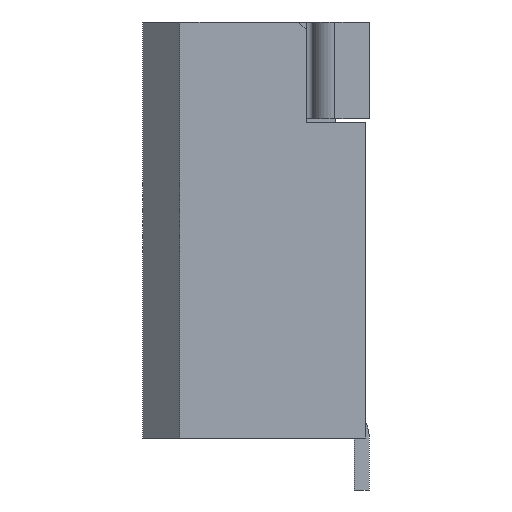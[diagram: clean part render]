
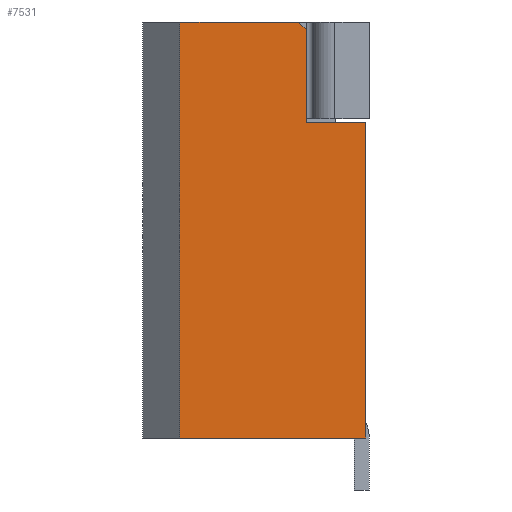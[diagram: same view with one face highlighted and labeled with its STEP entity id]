
A CAD part, left-side view. The second image highlights one B-rep face of the part: STEP entity #7531.
In plain terms, the highlighted planar face has unit normal (-1, 0, 0).
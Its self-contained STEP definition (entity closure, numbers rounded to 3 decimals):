
#605=FACE_OUTER_BOUND('',#992,.T.);
#992=EDGE_LOOP('',(#5184,#5185,#5186,#5187,#5188,#5189,#5190));
#1387=LINE('',#10441,#2326);
#1449=LINE('',#10580,#2388);
#1469=LINE('',#10618,#2408);
#1470=LINE('',#10621,#2409);
#1471=LINE('',#10623,#2410);
#1472=LINE('',#10624,#2411);
#1473=LINE('',#10625,#2412);
#2326=VECTOR('',#8446,1.6);
#2388=VECTOR('',#8550,0.8);
#2408=VECTOR('',#8584,5.6);
#2409=VECTOR('',#8587,0.141);
#2410=VECTOR('',#8588,2.5);
#2411=VECTOR('',#8589,4.25);
#2412=VECTOR('',#8590,1.25);
#3265=VERTEX_POINT('',#10438);
#3266=VERTEX_POINT('',#10440);
#3321=VERTEX_POINT('',#10577);
#3322=VERTEX_POINT('',#10579);
#3333=VERTEX_POINT('',#10616);
#3334=VERTEX_POINT('',#10620);
#3335=VERTEX_POINT('',#10622);
#3977=EDGE_CURVE('',#3266,#3265,#1387,.T.);
#4047=EDGE_CURVE('',#3322,#3321,#1449,.T.);
#4067=EDGE_CURVE('',#3333,#3265,#1469,.T.);
#4068=EDGE_CURVE('',#3334,#3266,#1470,.T.);
#4069=EDGE_CURVE('',#3335,#3333,#1471,.T.);
#4070=EDGE_CURVE('',#3335,#3322,#1472,.T.);
#4071=EDGE_CURVE('',#3334,#3321,#1473,.T.);
#5184=ORIENTED_EDGE('',*,*,#4068,.T.);
#5185=ORIENTED_EDGE('',*,*,#3977,.T.);
#5186=ORIENTED_EDGE('',*,*,#4067,.F.);
#5187=ORIENTED_EDGE('',*,*,#4069,.F.);
#5188=ORIENTED_EDGE('',*,*,#4070,.T.);
#5189=ORIENTED_EDGE('',*,*,#4047,.T.);
#5190=ORIENTED_EDGE('',*,*,#4071,.F.);
#7213=PLANE('',#7939);
#7531=ADVANCED_FACE('',(#605),#7213,.T.);
#7939=AXIS2_PLACEMENT_3D('',#10619,#8585,#8586);
#8446=DIRECTION('',(0.,1.,0.));
#8550=DIRECTION('',(0.,1.,0.));
#8584=DIRECTION('',(0.,0.,1.));
#8585=DIRECTION('center_axis',(-1.,0.,0.));
#8586=DIRECTION('ref_axis',(0.,-1.,0.));
#8587=DIRECTION('',(0.,0.707,0.707));
#8588=DIRECTION('',(0.,1.,0.));
#8589=DIRECTION('',(0.,0.,1.));
#8590=DIRECTION('',(0.,0.,-1.));
#10438=CARTESIAN_POINT('',(-11.5,1.,0.));
#10440=CARTESIAN_POINT('',(-11.5,-0.6,0.));
#10441=CARTESIAN_POINT('',(-11.5,-0.6,0.));
#10577=CARTESIAN_POINT('',(-11.5,-0.7,-1.35));
#10579=CARTESIAN_POINT('',(-11.5,-1.5,-1.35));
#10580=CARTESIAN_POINT('',(-11.5,-1.5,-1.35));
#10616=CARTESIAN_POINT('',(-11.5,1.,-5.6));
#10618=CARTESIAN_POINT('',(-11.5,1.,-5.6));
#10619=CARTESIAN_POINT('Origin',(-11.5,1.,0.));
#10620=CARTESIAN_POINT('',(-11.5,-0.7,-0.1));
#10621=CARTESIAN_POINT('',(-11.5,-0.7,-0.1));
#10622=CARTESIAN_POINT('',(-11.5,-1.5,-5.6));
#10623=CARTESIAN_POINT('',(-11.5,-1.5,-5.6));
#10624=CARTESIAN_POINT('',(-11.5,-1.5,-5.6));
#10625=CARTESIAN_POINT('',(-11.5,-0.7,-0.1));
